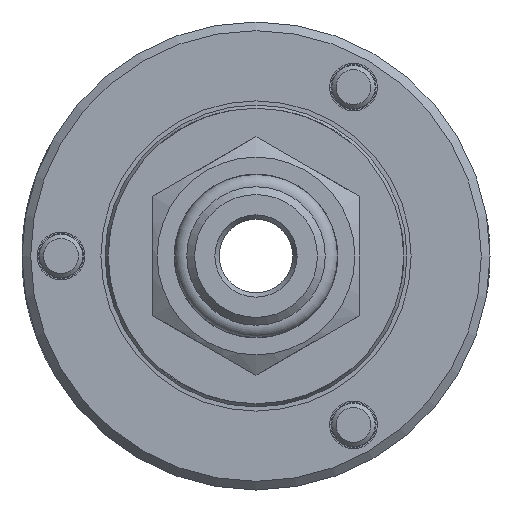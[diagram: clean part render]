
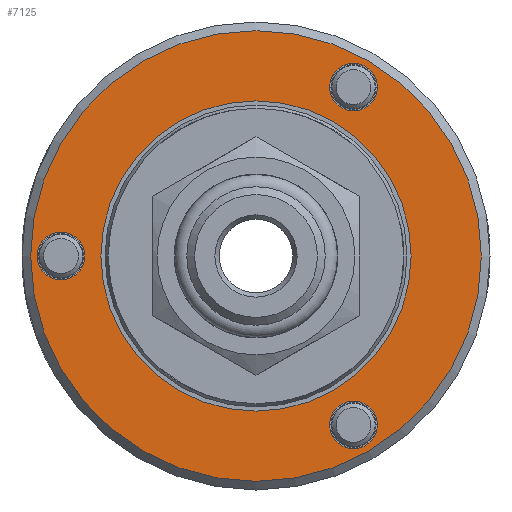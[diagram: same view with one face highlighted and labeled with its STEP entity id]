
A CAD part, left-side view. The second image highlights one B-rep face of the part: STEP entity #7125.
In plain terms, the highlighted planar face has unit normal (-1, 0, 0).
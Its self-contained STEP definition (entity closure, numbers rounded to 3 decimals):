
#243=FACE_BOUND('',#2092,.T.);
#244=FACE_BOUND('',#2093,.T.);
#245=FACE_BOUND('',#2094,.T.);
#246=FACE_BOUND('',#2095,.T.);
#304=PLANE('',#7602);
#1677=FACE_OUTER_BOUND('',#2091,.T.);
#2091=EDGE_LOOP('',(#4831));
#2092=EDGE_LOOP('',(#4832,#4833));
#2093=EDGE_LOOP('',(#4834,#4835));
#2094=EDGE_LOOP('',(#4836,#4837));
#2095=EDGE_LOOP('',(#4838,#4839));
#2558=CIRCLE('',#7567,2.75);
#2559=CIRCLE('',#7568,2.75);
#2561=CIRCLE('',#7571,2.75);
#2562=CIRCLE('',#7572,2.75);
#2564=CIRCLE('',#7575,2.75);
#2565=CIRCLE('',#7576,2.75);
#2583=CIRCLE('',#7603,26.);
#2584=CIRCLE('',#7604,17.9);
#2585=CIRCLE('',#7605,17.9);
#2897=VERTEX_POINT('',#9882);
#2898=VERTEX_POINT('',#9884);
#2900=VERTEX_POINT('',#9890);
#2901=VERTEX_POINT('',#9892);
#2903=VERTEX_POINT('',#9898);
#2904=VERTEX_POINT('',#9900);
#2929=VERTEX_POINT('',#9966);
#2930=VERTEX_POINT('',#9968);
#2931=VERTEX_POINT('',#9969);
#3659=EDGE_CURVE('',#2898,#2897,#2558,.T.);
#3660=EDGE_CURVE('',#2897,#2898,#2559,.T.);
#3663=EDGE_CURVE('',#2901,#2900,#2561,.T.);
#3664=EDGE_CURVE('',#2900,#2901,#2562,.T.);
#3667=EDGE_CURVE('',#2904,#2903,#2564,.T.);
#3668=EDGE_CURVE('',#2903,#2904,#2565,.T.);
#3697=EDGE_CURVE('',#2929,#2929,#2583,.T.);
#3698=EDGE_CURVE('',#2930,#2931,#2584,.T.);
#3699=EDGE_CURVE('',#2931,#2930,#2585,.T.);
#4831=ORIENTED_EDGE('',*,*,#3697,.F.);
#4832=ORIENTED_EDGE('',*,*,#3698,.T.);
#4833=ORIENTED_EDGE('',*,*,#3699,.T.);
#4834=ORIENTED_EDGE('',*,*,#3659,.T.);
#4835=ORIENTED_EDGE('',*,*,#3660,.T.);
#4836=ORIENTED_EDGE('',*,*,#3663,.T.);
#4837=ORIENTED_EDGE('',*,*,#3664,.T.);
#4838=ORIENTED_EDGE('',*,*,#3667,.T.);
#4839=ORIENTED_EDGE('',*,*,#3668,.T.);
#7125=ADVANCED_FACE('',(#1677,#243,#244,#245,#246),#304,.T.);
#7567=AXIS2_PLACEMENT_3D('',#9885,#8205,#8206);
#7568=AXIS2_PLACEMENT_3D('',#9886,#8207,#8208);
#7571=AXIS2_PLACEMENT_3D('',#9893,#8214,#8215);
#7572=AXIS2_PLACEMENT_3D('',#9894,#8216,#8217);
#7575=AXIS2_PLACEMENT_3D('',#9901,#8223,#8224);
#7576=AXIS2_PLACEMENT_3D('',#9902,#8225,#8226);
#7602=AXIS2_PLACEMENT_3D('',#9965,#8284,#8285);
#7603=AXIS2_PLACEMENT_3D('',#9967,#8286,#8287);
#7604=AXIS2_PLACEMENT_3D('',#9970,#8288,#8289);
#7605=AXIS2_PLACEMENT_3D('',#9971,#8290,#8291);
#8205=DIRECTION('center_axis',(1.,0.,0.));
#8206=DIRECTION('ref_axis',(0.,0.,1.));
#8207=DIRECTION('center_axis',(1.,0.,0.));
#8208=DIRECTION('ref_axis',(0.,0.,1.));
#8214=DIRECTION('center_axis',(1.,0.,0.));
#8215=DIRECTION('ref_axis',(0.,-0.866,-0.5));
#8216=DIRECTION('center_axis',(1.,0.,0.));
#8217=DIRECTION('ref_axis',(0.,-0.866,-0.5));
#8223=DIRECTION('center_axis',(1.,0.,0.));
#8224=DIRECTION('ref_axis',(0.,0.866,-0.5));
#8225=DIRECTION('center_axis',(1.,0.,0.));
#8226=DIRECTION('ref_axis',(0.,0.866,-0.5));
#8284=DIRECTION('center_axis',(-1.,0.,0.));
#8285=DIRECTION('ref_axis',(0.,0.,1.));
#8286=DIRECTION('center_axis',(1.,0.,0.));
#8287=DIRECTION('ref_axis',(0.,-1.,0.));
#8288=DIRECTION('center_axis',(1.,0.,0.));
#8289=DIRECTION('ref_axis',(0.,1.,0.));
#8290=DIRECTION('center_axis',(1.,0.,0.));
#8291=DIRECTION('ref_axis',(0.,1.,0.));
#9882=CARTESIAN_POINT('',(5.72,22.5,-2.75));
#9884=CARTESIAN_POINT('',(5.72,22.5,2.75));
#9885=CARTESIAN_POINT('Origin',(5.72,22.5,0.));
#9886=CARTESIAN_POINT('Origin',(5.72,22.5,0.));
#9890=CARTESIAN_POINT('',(5.72,-8.868,20.861));
#9892=CARTESIAN_POINT('',(5.72,-13.632,18.111));
#9893=CARTESIAN_POINT('Origin',(5.72,-11.25,19.486));
#9894=CARTESIAN_POINT('Origin',(5.72,-11.25,19.486));
#9898=CARTESIAN_POINT('',(5.72,-13.632,-18.111));
#9900=CARTESIAN_POINT('',(5.72,-8.868,-20.861));
#9901=CARTESIAN_POINT('Origin',(5.72,-11.25,-19.486));
#9902=CARTESIAN_POINT('Origin',(5.72,-11.25,-19.486));
#9965=CARTESIAN_POINT('Origin',(5.72,21.133,0.));
#9966=CARTESIAN_POINT('',(5.72,26.,0.));
#9967=CARTESIAN_POINT('Origin',(5.72,0.,0.));
#9968=CARTESIAN_POINT('',(5.72,17.9,0.));
#9969=CARTESIAN_POINT('',(5.72,-17.9,0.));
#9970=CARTESIAN_POINT('Origin',(5.72,0.,0.));
#9971=CARTESIAN_POINT('Origin',(5.72,0.,0.));
